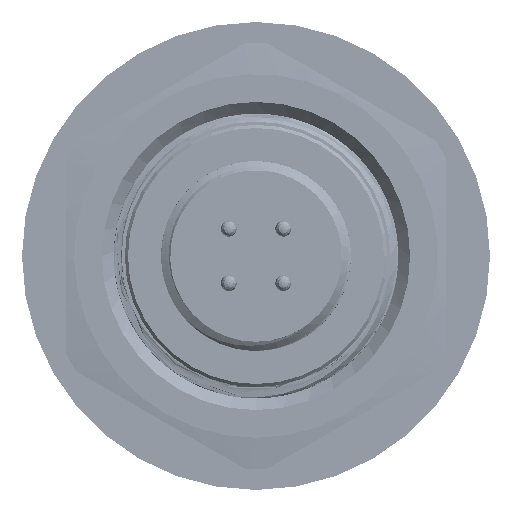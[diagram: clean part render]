
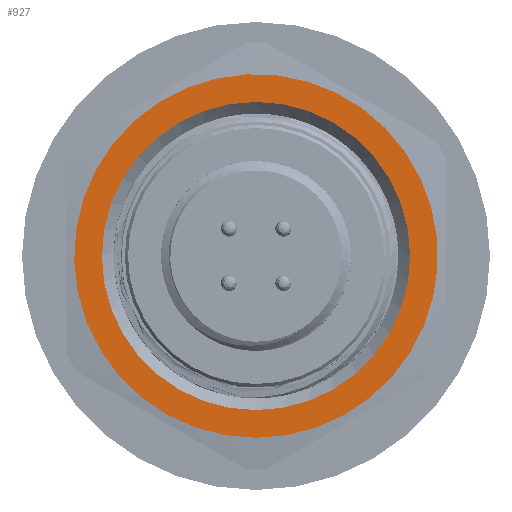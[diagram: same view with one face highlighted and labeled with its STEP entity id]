
A CAD part, front view. The second image highlights one B-rep face of the part: STEP entity #927.
In plain terms, the highlighted planar face has unit normal (0, -1, 0).
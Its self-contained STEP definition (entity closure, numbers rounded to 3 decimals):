
#167=PLANE('',#3511);
#819=FACE_BOUND('',#1330,.T.);
#820=FACE_BOUND('',#1331,.T.);
#927=ADVANCED_FACE('',(#819,#820),#167,.F.);
#1330=EDGE_LOOP('',(#1744));
#1331=EDGE_LOOP('',(#1745));
#1575=CIRCLE('',#3494,9.75);
#1585=CIRCLE('',#3506,11.5);
#1744=ORIENTED_EDGE('',*,*,#2962,.F.);
#1745=ORIENTED_EDGE('',*,*,#2982,.F.);
#2637=VERTEX_POINT('',#5170);
#2655=VERTEX_POINT('',#5556);
#2962=EDGE_CURVE('',#2637,#2637,#1575,.T.);
#2982=EDGE_CURVE('',#2655,#2655,#1585,.T.);
#3494=AXIS2_PLACEMENT_3D('',#5169,#3813,#3814);
#3506=AXIS2_PLACEMENT_3D('',#5555,#3837,#3838);
#3511=AXIS2_PLACEMENT_3D('',#5600,#3853,#3854);
#3813=DIRECTION('',(0.,-1.,0.));
#3814=DIRECTION('',(0.,0.,-1.));
#3837=DIRECTION('',(0.,1.,0.));
#3838=DIRECTION('',(0.,0.,-1.));
#3853=DIRECTION('',(0.,1.,0.));
#3854=DIRECTION('',(0.,0.,1.));
#5169=CARTESIAN_POINT('',(0.,18.536,0.));
#5170=CARTESIAN_POINT('',(0.,18.536,-9.75));
#5555=CARTESIAN_POINT('',(0.,18.536,0.));
#5556=CARTESIAN_POINT('',(0.,18.536,-11.5));
#5600=CARTESIAN_POINT('',(0.,18.536,0.));
